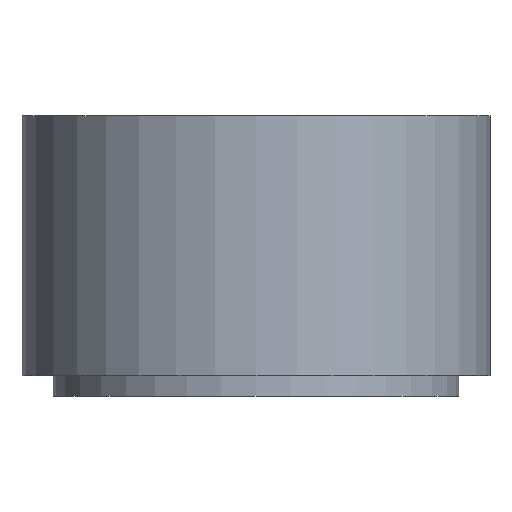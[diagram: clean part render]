
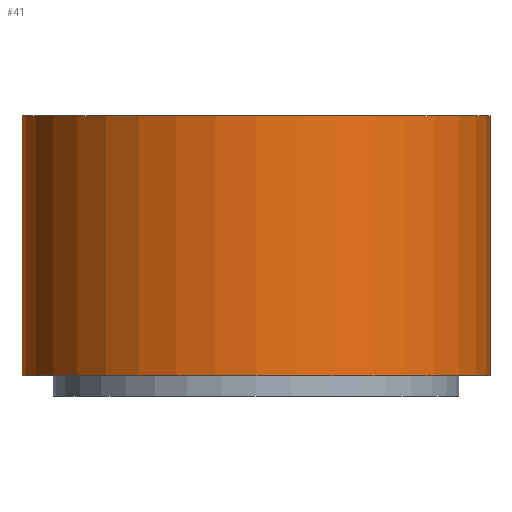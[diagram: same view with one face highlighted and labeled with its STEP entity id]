
A CAD part, front view. The second image highlights one B-rep face of the part: STEP entity #41.
In plain terms, the highlighted cylindrical face has radius 22.5 mm (diameter 45 mm), a partial arc.
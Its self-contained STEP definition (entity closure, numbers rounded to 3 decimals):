
#7 = LINE ( 'NONE', #298, #241 ) ;
#16 = ORIENTED_EDGE ( 'NONE', *, *, #69, .T. ) ;
#17 = EDGE_CURVE ( 'NONE', #203, #40, #7, .T. ) ;
#35 = CARTESIAN_POINT ( 'NONE',  ( 22.5, 0., 25. ) ) ;
#37 = DIRECTION ( 'NONE',  ( 0., 0., -1. ) ) ;
#40 = VERTEX_POINT ( 'NONE', #165 ) ;
#41 = ADVANCED_FACE ( 'NONE', ( #297 ), #134, .T. ) ;
#52 = EDGE_LOOP ( 'NONE', ( #179, #101, #290, #16 ) ) ;
#59 = DIRECTION ( 'NONE',  ( 0., 0., 1. ) ) ;
#69 = EDGE_CURVE ( 'NONE', #40, #217, #184, .T. ) ;
#86 = DIRECTION ( 'NONE',  ( 0., 0., -1. ) ) ;
#101 = ORIENTED_EDGE ( 'NONE', *, *, #177, .F. ) ;
#107 = AXIS2_PLACEMENT_3D ( 'NONE', #117, #196, #240 ) ;
#117 = CARTESIAN_POINT ( 'NONE',  ( 0., 0., 0. ) ) ;
#134 = CYLINDRICAL_SURFACE ( 'NONE', #158, 22.5 ) ;
#135 = CIRCLE ( 'NONE', #166, 22.5 ) ;
#136 = EDGE_CURVE ( 'NONE', #303, #217, #312, .T. ) ;
#158 = AXIS2_PLACEMENT_3D ( 'NONE', #314, #86, #268 ) ;
#165 = CARTESIAN_POINT ( 'NONE',  ( -22.5, 0., 0. ) ) ;
#166 = AXIS2_PLACEMENT_3D ( 'NONE', #289, #59, #264 ) ;
#176 = CARTESIAN_POINT ( 'NONE',  ( 22.5, 0., 0. ) ) ;
#177 = EDGE_CURVE ( 'NONE', #203, #303, #135, .T. ) ;
#179 = ORIENTED_EDGE ( 'NONE', *, *, #136, .F. ) ;
#181 = CARTESIAN_POINT ( 'NONE',  ( 22.5, 0., 25. ) ) ;
#184 = CIRCLE ( 'NONE', #107, 22.5 ) ;
#196 = DIRECTION ( 'NONE',  ( 0., 0., 1. ) ) ;
#203 = VERTEX_POINT ( 'NONE', #276 ) ;
#217 = VERTEX_POINT ( 'NONE', #176 ) ;
#240 = DIRECTION ( 'NONE',  ( 1., 0., 0. ) ) ;
#241 = VECTOR ( 'NONE', #269, 1000. ) ;
#264 = DIRECTION ( 'NONE',  ( 1., 0., 0. ) ) ;
#268 = DIRECTION ( 'NONE',  ( -1., 0., 0. ) ) ;
#269 = DIRECTION ( 'NONE',  ( 0., 0., -1. ) ) ;
#271 = VECTOR ( 'NONE', #37, 1000. ) ;
#276 = CARTESIAN_POINT ( 'NONE',  ( -22.5, 0., 25. ) ) ;
#289 = CARTESIAN_POINT ( 'NONE',  ( 0., 0., 25. ) ) ;
#290 = ORIENTED_EDGE ( 'NONE', *, *, #17, .T. ) ;
#297 = FACE_OUTER_BOUND ( 'NONE', #52, .T. ) ;
#298 = CARTESIAN_POINT ( 'NONE',  ( -22.5, 0., 25. ) ) ;
#303 = VERTEX_POINT ( 'NONE', #181 ) ;
#312 = LINE ( 'NONE', #35, #271 ) ;
#314 = CARTESIAN_POINT ( 'NONE',  ( 0., 0., 25. ) ) ;
